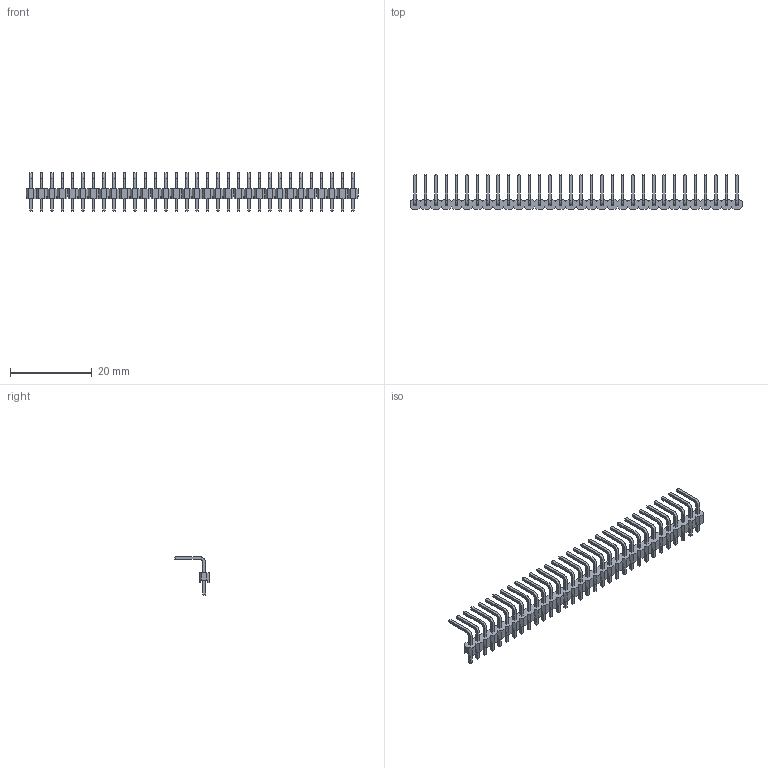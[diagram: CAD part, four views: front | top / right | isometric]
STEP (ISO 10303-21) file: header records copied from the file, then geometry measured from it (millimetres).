
FILE_DESCRIPTION(('STEP AP214'), '1');
FILE_NAME('PLS-RU', '', ('UNSPECIFIED'), ('UNSPECIFIED'), 'ASCON STEP Converter 1.6', 'ASCON Math Kernel', '');
FILE_SCHEMA(('AUTOMOTIVE_DESIGN { 1 0 10303 214 3 1 1}'));
Length unit declared in the file: millimetre
Bounding box: 81.28 x 8.52 x 9.39 mm (x, y, z)
Volume: 548.9 mm3; surface area: 2074.8 mm2
Topology: 1 solids, 1 shells, 1028 faces, 2630 edges, 1668 vertices
Faces by surface type: plane 964, cylinder 64
Entity records: 38498 total; most frequent: CARTESIAN_POINT 5327, ORIENTED_EDGE 5260, DIRECTION 4816, EDGE_CURVE 2630, LINE 2502, VECTOR 2502, VERTEX_POINT 1668, AXIS2_PLACEMENT_3D 1157
